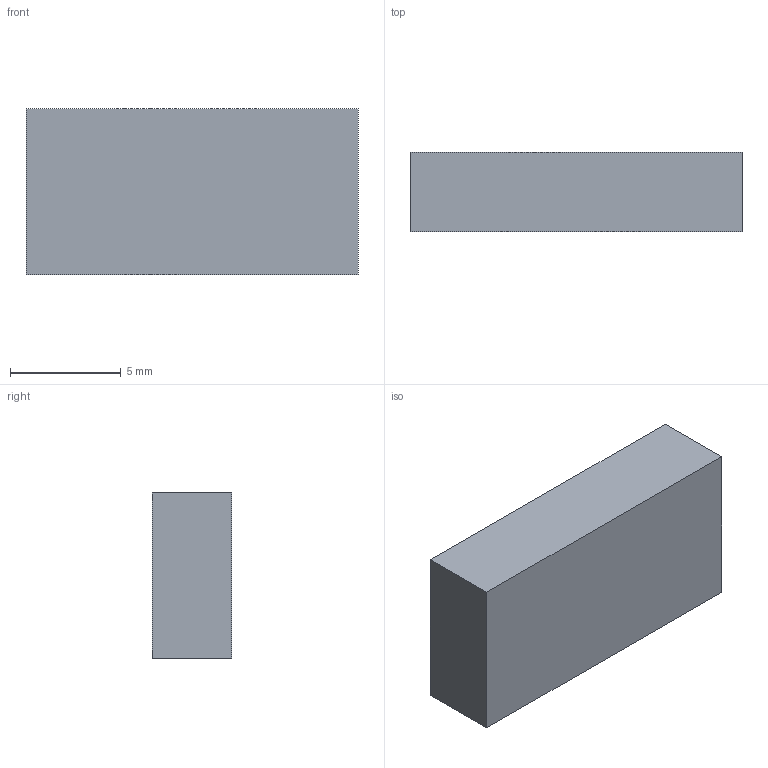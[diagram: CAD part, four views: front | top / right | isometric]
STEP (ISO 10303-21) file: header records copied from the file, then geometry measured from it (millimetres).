
FILE_DESCRIPTION(/* description */ (''),/* implementation_level */ '2;1');
FILE_NAME(/* name */ 'AnyBio_ComplexChip.step',/* time_stamp */ '2024-08-05T15:42:55+02:00',/* author */ (''),/* organization */ (''),/* preprocessor_version */ 'ST-DEVELOPER v20',/* originating_system */ 'Autodesk Translation Framework v13.14.0.145',/* authorisation */ '');
FILE_SCHEMA (('AUTOMOTIVE_DESIGN { 1 0 10303 214 3 1 1 }'));
Length unit declared in the file: millimetre
Products named in the file (1): AnyBio_ComplexChip
Bounding box: 15 x 3.6 x 7.5 mm (x, y, z)
Volume: 384 mm3; surface area: 470.6 mm2
Topology: 1 solids, 1 shells, 24 faces, 78 edges, 50 vertices
Faces by surface type: bspline 14, plane 6, cylinder 4
Full cylindrical faces by diameter (mm): 0.75 x4
Entity records: 4008 total; most frequent: CARTESIAN_POINT 3297, ORIENTED_EDGE 164, DIRECTION 118, EDGE_CURVE 82, VERTEX_POINT 54, AXIS2_PLACEMENT_3D 51, CIRCLE 40, B_SPLINE_CURVE_WITH_KNOTS 26
